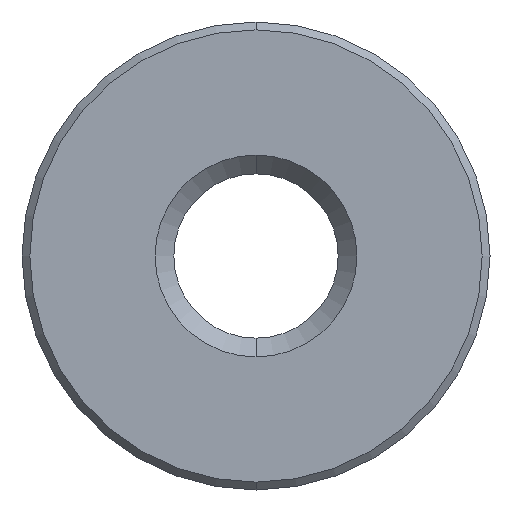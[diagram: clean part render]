
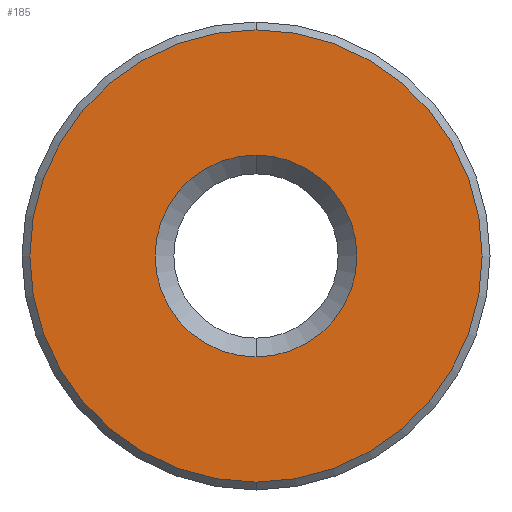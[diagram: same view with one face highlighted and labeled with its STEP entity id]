
A CAD part, front view. The second image highlights one B-rep face of the part: STEP entity #185.
In plain terms, the highlighted planar face has unit normal (0, -1, 0).
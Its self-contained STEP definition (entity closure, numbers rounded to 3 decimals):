
#21 = AXIS2_PLACEMENT_3D ( 'NONE', #430, #97, #156 ) ;
#29 = FACE_OUTER_BOUND ( 'NONE', #605, .T. ) ;
#55 = DIRECTION ( 'NONE',  ( 0., 1., 0. ) ) ;
#71 = FACE_BOUND ( 'NONE', #282, .T. ) ;
#87 = AXIS2_PLACEMENT_3D ( 'NONE', #537, #558, #456 ) ;
#92 = EDGE_CURVE ( 'NONE', #592, #649, #128, .T. ) ;
#97 = DIRECTION ( 'NONE',  ( 0., -1., 0. ) ) ;
#128 = CIRCLE ( 'NONE', #359, 6.45 ) ;
#156 = DIRECTION ( 'NONE',  ( 0., 0., 1. ) ) ;
#158 = CARTESIAN_POINT ( 'NONE',  ( 0., 0., 6.45 ) ) ;
#171 = EDGE_CURVE ( 'NONE', #367, #252, #354, .T. ) ;
#185 = ADVANCED_FACE ( 'NONE', ( #71, #29 ), #486, .F. ) ;
#252 = VERTEX_POINT ( 'NONE', #509 ) ;
#278 = DIRECTION ( 'NONE',  ( 0., 0., 1. ) ) ;
#282 = EDGE_LOOP ( 'NONE', ( #701, #460 ) ) ;
#299 = ORIENTED_EDGE ( 'NONE', *, *, #171, .T. ) ;
#318 = AXIS2_PLACEMENT_3D ( 'NONE', #494, #524, #523 ) ;
#354 = CIRCLE ( 'NONE', #318, 14.45 ) ;
#359 = AXIS2_PLACEMENT_3D ( 'NONE', #443, #588, #669 ) ;
#367 = VERTEX_POINT ( 'NONE', #675 ) ;
#430 = CARTESIAN_POINT ( 'NONE',  ( 0., 0., 0. ) ) ;
#437 = CARTESIAN_POINT ( 'NONE',  ( 0., 0., 0. ) ) ;
#443 = CARTESIAN_POINT ( 'NONE',  ( 0., 0., 0. ) ) ;
#456 = DIRECTION ( 'NONE',  ( 0., 0., 1. ) ) ;
#460 = ORIENTED_EDGE ( 'NONE', *, *, #92, .T. ) ;
#465 = EDGE_CURVE ( 'NONE', #252, #367, #600, .T. ) ;
#477 = ORIENTED_EDGE ( 'NONE', *, *, #465, .T. ) ;
#486 = PLANE ( 'NONE',  #87 ) ;
#494 = CARTESIAN_POINT ( 'NONE',  ( 0., 0., 0. ) ) ;
#509 = CARTESIAN_POINT ( 'NONE',  ( 0., 0., -14.45 ) ) ;
#515 = AXIS2_PLACEMENT_3D ( 'NONE', #437, #55, #278 ) ;
#523 = DIRECTION ( 'NONE',  ( 0., 0., 1. ) ) ;
#524 = DIRECTION ( 'NONE',  ( 0., -1., 0. ) ) ;
#537 = CARTESIAN_POINT ( 'NONE',  ( -5.25, 0., 0. ) ) ;
#558 = DIRECTION ( 'NONE',  ( 0., 1., 0. ) ) ;
#571 = EDGE_CURVE ( 'NONE', #649, #592, #694, .T. ) ;
#588 = DIRECTION ( 'NONE',  ( 0., 1., 0. ) ) ;
#592 = VERTEX_POINT ( 'NONE', #158 ) ;
#600 = CIRCLE ( 'NONE', #21, 14.45 ) ;
#605 = EDGE_LOOP ( 'NONE', ( #299, #477 ) ) ;
#620 = CARTESIAN_POINT ( 'NONE',  ( 0., 0., -6.45 ) ) ;
#649 = VERTEX_POINT ( 'NONE', #620 ) ;
#669 = DIRECTION ( 'NONE',  ( 0., 0., 1. ) ) ;
#675 = CARTESIAN_POINT ( 'NONE',  ( 0., 0., 14.45 ) ) ;
#694 = CIRCLE ( 'NONE', #515, 6.45 ) ;
#701 = ORIENTED_EDGE ( 'NONE', *, *, #571, .T. ) ;
